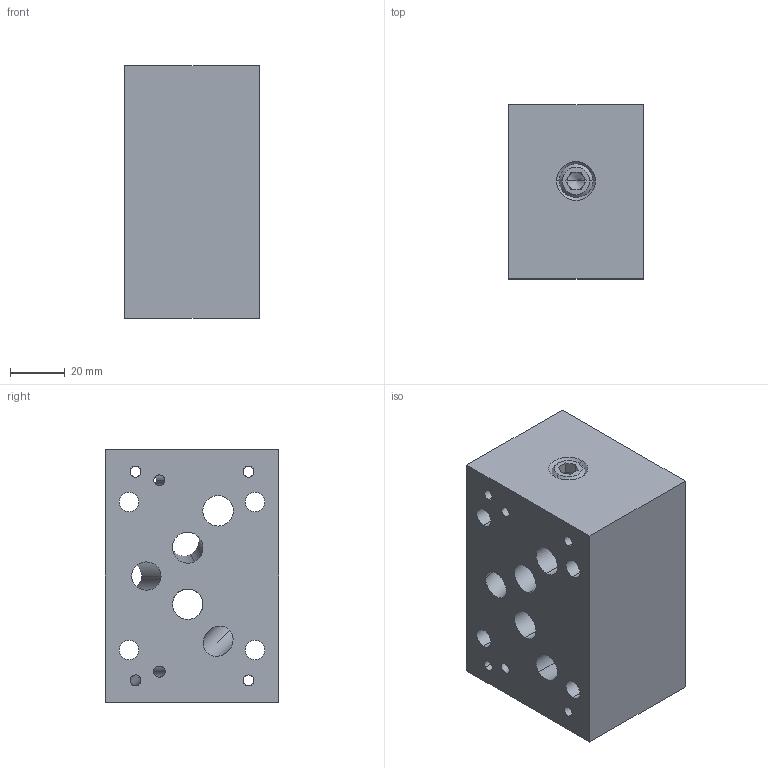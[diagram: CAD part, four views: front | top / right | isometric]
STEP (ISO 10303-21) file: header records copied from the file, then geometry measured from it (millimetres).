
FILE_DESCRIPTION((''),'2;1');
FILE_NAME('CJC_ASM','2019-10-11T',('ProEService'),(''),'PRO/ENGINEER BY PARAMETRIC TECHNOLOGY CORPORATION, 2014200','PRO/ENGINEER BY PARAMETRIC TECHNOLOGY CORPORATION, 2014200','');
FILE_SCHEMA(('CONFIG_CONTROL_DESIGN'));
Length unit declared in the file: inch
Products named in the file (3): 150-713-001; 340-003; CJC_ASM
Assembly tree (2 placements, depth 2):
  CJC_ASM
    150-713-001
    340-003
Bounding box: 49.23 x 63.5 x 92.08 mm (x, y, z)
Volume: 229032 mm3; surface area: 46444.7 mm2
Topology: 2 solids, 2 shells, 109 faces, 737 edges, 799 vertices
Faces by surface type: cylinder 58, plane 22, cone 22, sphere 5, torus 2
Entity records: 7922 total; most frequent: CARTESIAN_POINT 2727, DIRECTION 1045, ORIENTED_EDGE 588, VECTOR 561, LINE 561, TRIMMED_CURVE 441, COMPOSITE_CURVE_SEGMENT 394, EDGE_CURVE 294
